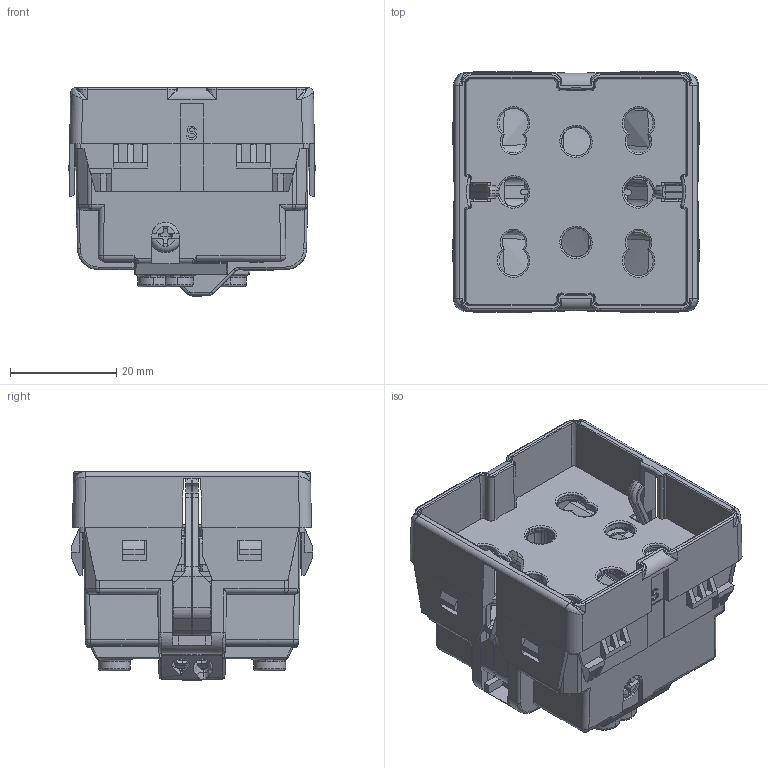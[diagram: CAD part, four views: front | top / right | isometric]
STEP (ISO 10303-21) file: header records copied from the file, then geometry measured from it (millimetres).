
FILE_DESCRIPTION (( 'STEP AP214' ), '1' );
FILE_NAME ('4BOX-H21²å×ù-SYSTEM.STEP', '2024-08-23T05:00:08', ( '' ), ( '' ), 'SwSTEP 2.0', 'SolidWorks 2016', '' );
FILE_SCHEMA (( 'AUTOMOTIVE_DESIGN' ));
Length unit declared in the file: millimetre
Products named in the file (16): GROUND-CONTACT-1-1; lf40209-s; CHILDREN-PROTECTION-DOWN-1_AF0; 4BOX-H21脣釱-SYSTEM; GROUND-3-2_ASM; PROTECTOR-COVER_AF0; SHUTTER-3; SHUTTER-3_AF0; SCREW-NEW_2; GROUND-CONTACT-2-1; LF40211脣釱酘衵銅え-20191214; LF40211脣釱諉華銅え-20191226; SHUTTER-1_ASM; SLIDE-P30-_AF1; LF40211脣釱菁釱-M-20191130; SPACER_TUTTO_2
Assembly tree (16 placements, depth 3):
  4BOX-H21脣釱-SYSTEM
    LF40211脣釱菁釱-M-20191130
    SHUTTER-1_ASM
      PROTECTOR-COVER_AF0
      CHILDREN-PROTECTION-DOWN-1_AF0
      SLIDE-P30-_AF1
      SHUTTER-3_AF0
      SHUTTER-3
    GROUND-3-2_ASM
      GROUND-CONTACT-1-1
      GROUND-CONTACT-2-1
      SPACER_TUTTO_2
      SCREW-NEW_2
      LF40211脣釱諉華銅え-20191226
    LF40211脣釱酘衵銅え-20191214  x2
    lf40209-s
Bounding box: 46.4 x 45.4 x 39.2 mm (x, y, z)
Volume: 15461.1 mm3; surface area: 42891 mm2
Topology: 13 solids, 16 shells, 4347 faces, 11842 edges, 7529 vertices
Faces by surface type: plane 2121, cylinder 1108, bspline 802, torus 196, cone 81, sphere 39
Entity records: 153679 total; most frequent: CARTESIAN_POINT 62196, ORIENTED_EDGE 20746, DIRECTION 16513, EDGE_CURVE 10373, VERTEX_POINT 6624, LINE 6291, VECTOR 6291, AXIS2_PLACEMENT_3D 5111
